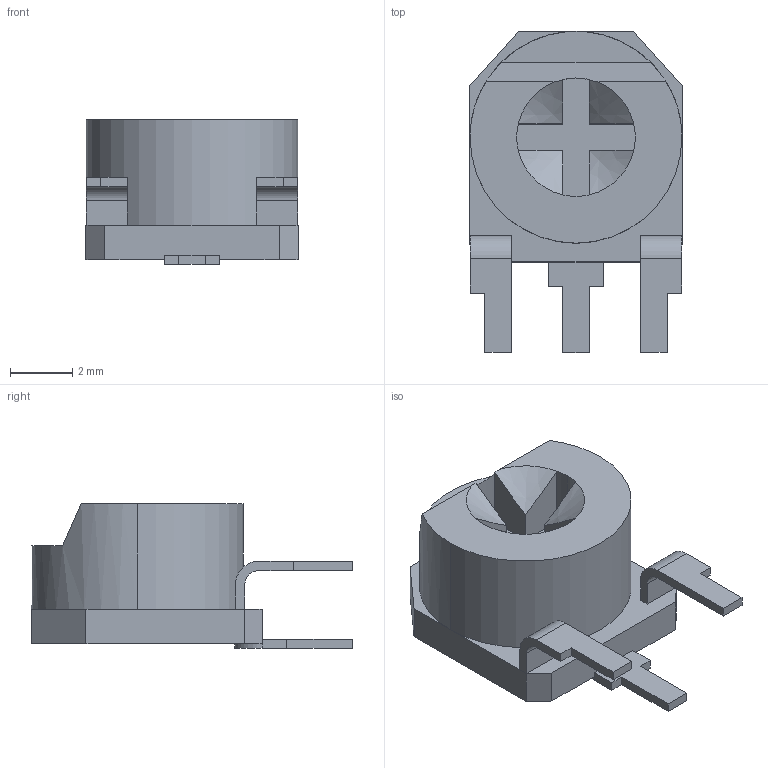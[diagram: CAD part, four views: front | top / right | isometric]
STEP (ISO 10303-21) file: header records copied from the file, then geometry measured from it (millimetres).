
FILE_DESCRIPTION(('FreeCAD Model'),'2;1');
FILE_NAME('POT-3306W.step', '2017-11-02T13:51:48',('kicad StepUp'),('ksu MCAD'), 'Open CASCADE STEP processor 6.8','FreeCAD','Unknown');
FILE_SCHEMA(('AUTOMOTIVE_DESIGN_CC2 { 1 2 10303 214 -1 1 5 4 }'));
Length unit declared in the file: millimetre
Products named in the file (1): POT-3306W
Bounding box: 6.81 x 10.3 x 4.65 mm (x, y, z)
Volume: 160.1 mm3; surface area: 253.1 mm2
Topology: 1 solids, 1 shells, 65 faces, 174 edges, 113 vertices
Faces by surface type: plane 49, cylinder 12, cone 4
Entity records: 2584 total; most frequent: CARTESIAN_POINT 425, ORIENTED_EDGE 348, DIRECTION 323, EDGE_CURVE 174, LINE 131, VECTOR 131, VERTEX_POINT 114, AXIS2_PLACEMENT_3D 96
